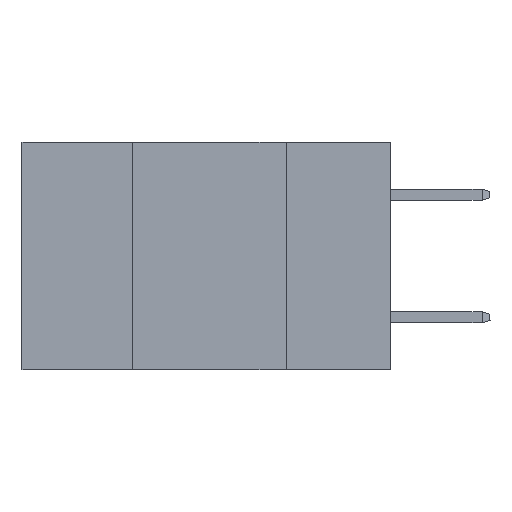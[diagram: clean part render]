
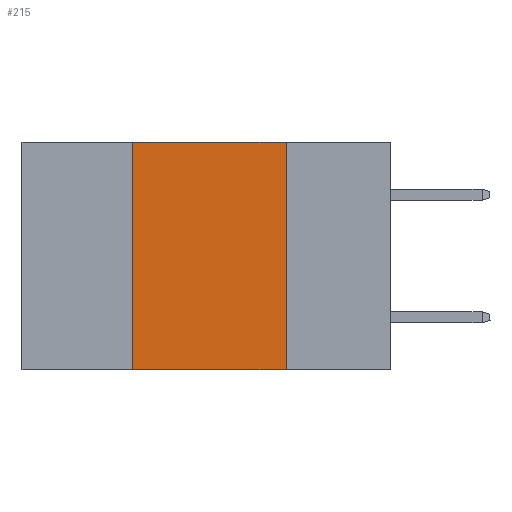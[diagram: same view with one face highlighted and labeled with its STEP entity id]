
A CAD part, left-side view. The second image highlights one B-rep face of the part: STEP entity #215.
In plain terms, the highlighted planar face has unit normal (-1, 0, 0).
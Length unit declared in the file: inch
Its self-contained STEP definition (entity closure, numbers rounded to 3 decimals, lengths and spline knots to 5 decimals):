
#41 = PLANE ( 'NONE',  #7748 ) ;
#215 = ADVANCED_FACE ( 'NONE', ( #3148 ), #41, .F. ) ;
#275 = DIRECTION ( 'NONE',  ( 0., -1., 0. ) ) ;
#3148 = FACE_OUTER_BOUND ( 'NONE', #25021, .T. ) ;
#3185 = VERTEX_POINT ( 'NONE', #22086 ) ;
#3446 = CARTESIAN_POINT ( 'NONE',  ( 0., 0.6, -0.37 ) ) ;
#4199 = CARTESIAN_POINT ( 'NONE',  ( 0., 0.6, 0. ) ) ;
#4998 = VECTOR ( 'NONE', #15989, 39.37008 ) ;
#6030 = CARTESIAN_POINT ( 'NONE',  ( 0., 0.42, -0.37 ) ) ;
#6712 = ORIENTED_EDGE ( 'NONE', *, *, #17647, .F. ) ;
#6769 = LINE ( 'NONE', #10093, #25308 ) ;
#7748 = AXIS2_PLACEMENT_3D ( 'NONE', #4199, #20226, #7851 ) ;
#7851 = DIRECTION ( 'NONE',  ( 0., 0., -1. ) ) ;
#8733 = CARTESIAN_POINT ( 'NONE',  ( 0., 0.42, 0. ) ) ;
#9277 = ORIENTED_EDGE ( 'NONE', *, *, #22513, .F. ) ;
#10093 = CARTESIAN_POINT ( 'NONE',  ( 0., 0.6, 0. ) ) ;
#10204 = VECTOR ( 'NONE', #24976, 39.37008 ) ;
#10324 = EDGE_CURVE ( 'NONE', #24429, #20425, #18166, .T. ) ;
#11896 = ORIENTED_EDGE ( 'NONE', *, *, #10324, .T. ) ;
#13164 = CARTESIAN_POINT ( 'NONE',  ( 0., 0.42, 0. ) ) ;
#15989 = DIRECTION ( 'NONE',  ( 0., -1., 0. ) ) ;
#17319 = ORIENTED_EDGE ( 'NONE', *, *, #22188, .F. ) ;
#17647 = EDGE_CURVE ( 'NONE', #24429, #18319, #18017, .T. ) ;
#17861 = CARTESIAN_POINT ( 'NONE',  ( 0., 0.17, -0.37 ) ) ;
#18017 = LINE ( 'NONE', #8733, #10204 ) ;
#18166 = LINE ( 'NONE', #3446, #4998 ) ;
#18319 = VERTEX_POINT ( 'NONE', #13164 ) ;
#19009 = LINE ( 'NONE', #19200, #25004 ) ;
#19200 = CARTESIAN_POINT ( 'NONE',  ( 0., 0.17, 0. ) ) ;
#20226 = DIRECTION ( 'NONE',  ( 1., 0., 0. ) ) ;
#20425 = VERTEX_POINT ( 'NONE', #17861 ) ;
#22086 = CARTESIAN_POINT ( 'NONE',  ( 0., 0.17, 0. ) ) ;
#22188 = EDGE_CURVE ( 'NONE', #18319, #3185, #6769, .T. ) ;
#22513 = EDGE_CURVE ( 'NONE', #3185, #20425, #19009, .T. ) ;
#24429 = VERTEX_POINT ( 'NONE', #6030 ) ;
#24976 = DIRECTION ( 'NONE',  ( 0., 0., 1. ) ) ;
#25004 = VECTOR ( 'NONE', #25436, 39.37008 ) ;
#25021 = EDGE_LOOP ( 'NONE', ( #9277, #17319, #6712, #11896 ) ) ;
#25308 = VECTOR ( 'NONE', #275, 39.37008 ) ;
#25436 = DIRECTION ( 'NONE',  ( 0., 0., -1. ) ) ;
